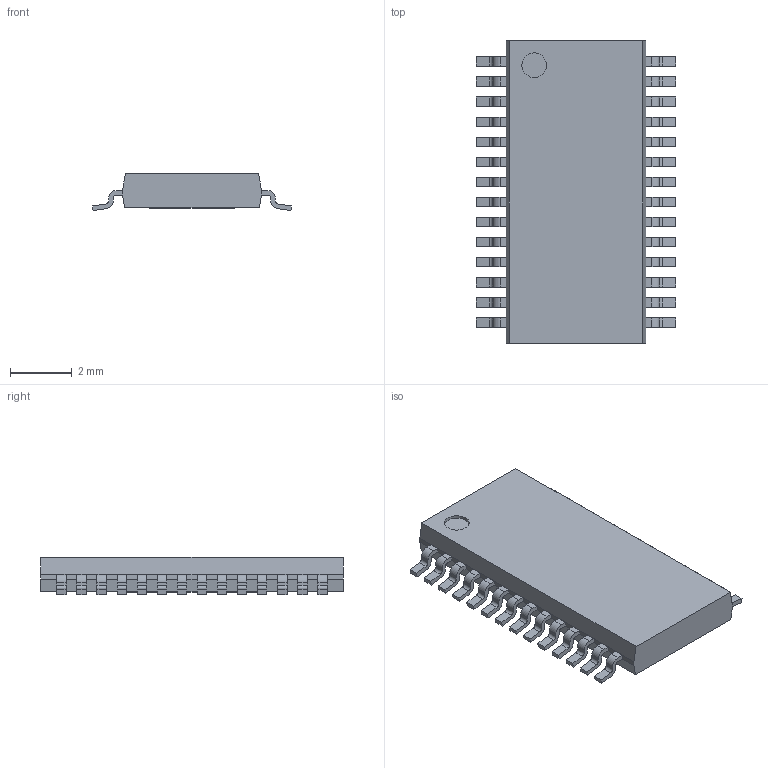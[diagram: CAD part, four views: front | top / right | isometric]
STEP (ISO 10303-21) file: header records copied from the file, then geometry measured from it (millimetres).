
FILE_DESCRIPTION(/* description */ (''),/* implementation_level */ '2;1');
FILE_NAME(/* name */ 'SOP65P640X120-29N-R475X274.stp',/* time_stamp */ '2017-06-30T15:07:52+02:00',/* author */ ('riccim'),/* organization */ (''),/* preprocessor_version */ 'ST-DEVELOPER v16.5',/* originating_system */ 'AutoCAD Mechanical',/* authorisation */ '');
FILE_SCHEMA (('AUTOMOTIVE_DESIGN { 1 0 10303 214 3 1 1 }'));
Length unit declared in the file: millimetre
Products named in the file (1): Product
Bounding box: 6.44 x 9.8 x 1.2 mm (x, y, z)
Volume: 49.5 mm3; surface area: 177.2 mm2
Topology: 30 solids, 30 shells, 410 faces, 1047 edges, 698 vertices
Faces by surface type: plane 297, cylinder 113
Full cylindrical faces by diameter (mm): 0.8 x1
Entity records: 12370 total; most frequent: CARTESIAN_POINT 2155, DIRECTION 2094, ORIENTED_EDGE 2092, EDGE_CURVE 1046, LINE 820, VECTOR 820, VERTEX_POINT 698, AXIS2_PLACEMENT_3D 637
